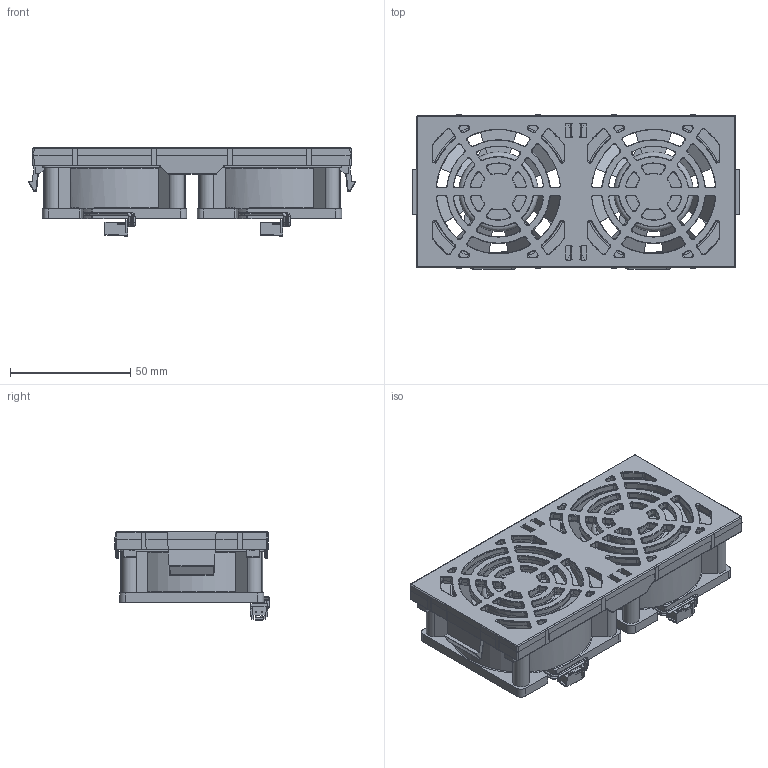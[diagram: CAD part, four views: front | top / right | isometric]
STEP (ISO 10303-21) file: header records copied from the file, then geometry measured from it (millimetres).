
FILE_DESCRIPTION (( 'STEP AP214' ), '1' );
FILE_NAME ('10003688282swa000 R1 NC with ext3 Grill COMPLETE 1.STEP', '2021-07-14T16:22:00', ( '' ), ( '' ), 'SwSTEP 2.0', 'SolidWorks 2017', '' );
FILE_SCHEMA (( 'AUTOMOTIVE_DESIGN' ));
Length unit declared in the file: inch
Products named in the file (1): 10003688282swa000 R1 NC with ext3 Grill COMPLETE 1
Bounding box: 135.95 x 64.15 x 36.95 mm (x, y, z)
Volume: 99825.2 mm3; surface area: 82592.9 mm2
Topology: 13 solids, 13 shells, 3551 faces, 9732 edges, 6217 vertices
Faces by surface type: bspline 1672, plane 1182, cylinder 671, cone 22, torus 4
Entity records: 162323 total; most frequent: CARTESIAN_POINT 83228, ORIENTED_EDGE 19464, DIRECTION 11387, EDGE_CURVE 9732, VERTEX_POINT 6217, VECTOR 4415, LINE 4415, EDGE_LOOP 3741
